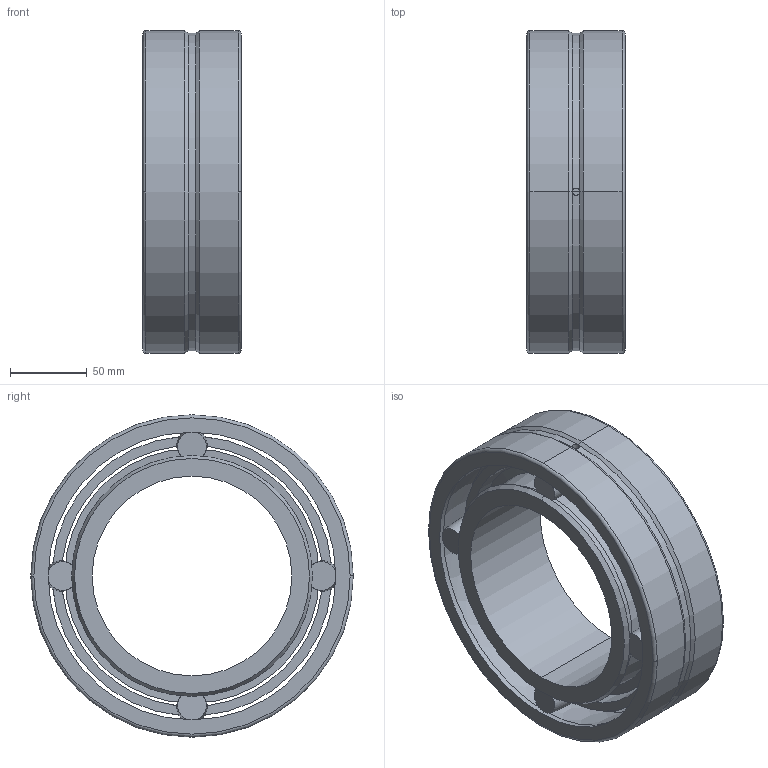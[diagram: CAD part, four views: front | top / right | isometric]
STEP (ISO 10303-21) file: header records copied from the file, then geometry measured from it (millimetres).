
FILE_DESCRIPTION(('STEP AP214'),'1');
FILE_NAME('23126-e1a-xl-m.stp','2025-09-10T09:49:18',('TraceParts'),('TraceParts S.A.'),'Spatial InterOp 3D',' ',' ');
FILE_SCHEMA(('AUTOMOTIVE_DESIGN { 1 0 10303 214 1 1 1 1 }'));
Length unit declared in the file: millimetre
Products named in the file (1): inafag_23126-e1a-xl-m_4zjkmtw6m5bj2peumrk9uftcu_1
Bounding box: 64 x 210 x 210 mm (x, y, z)
Volume: 866384.5 mm3; surface area: 220771 mm2
Topology: 11 solids, 11 shells, 126 faces, 335 edges, 196 vertices
Faces by surface type: torus 54, plane 36, cone 20, cylinder 16
Entity records: 5211 total; most frequent: CARTESIAN_POINT 1091, DIRECTION 741, ORIENTED_EDGE 606, AXIS2_PLACEMENT_3D 353, EDGE_CURVE 303, VERTEX_POINT 196, CIRCLE 192, EDGE_LOOP 131
